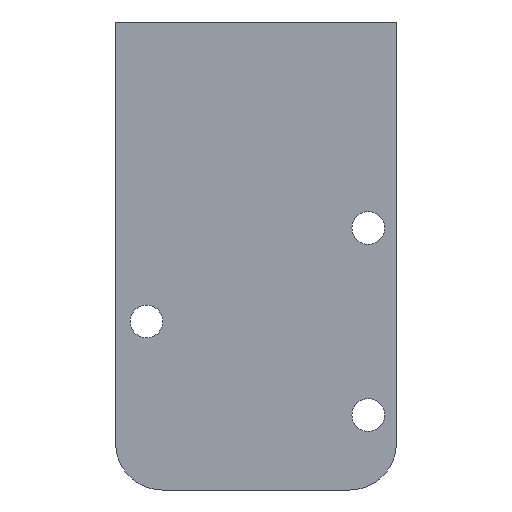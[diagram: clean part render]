
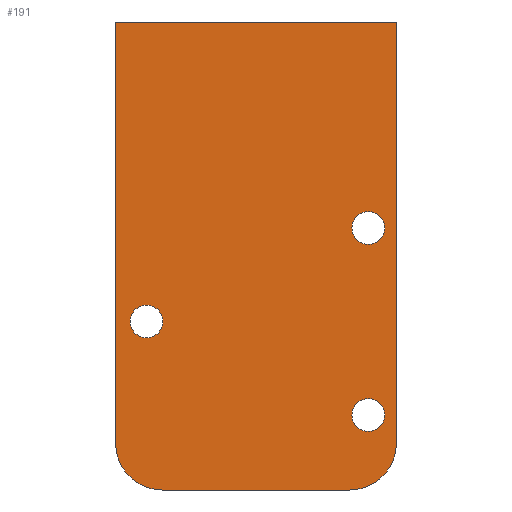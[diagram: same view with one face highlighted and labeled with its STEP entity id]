
A CAD part, front view. The second image highlights one B-rep face of the part: STEP entity #191.
In plain terms, the highlighted planar face has unit normal (0, -1, 0).
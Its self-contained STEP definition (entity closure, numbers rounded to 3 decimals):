
#1 = DIRECTION ( 'NONE',  ( -1., 0., 0. ) ) ;
#6 = CARTESIAN_POINT ( 'NONE',  ( -11.7, -6., -7. ) ) ;
#14 = CARTESIAN_POINT ( 'NONE',  ( -11.7, -6., -7. ) ) ;
#18 = EDGE_LOOP ( 'NONE', ( #471, #528, #48, #343, #277, #585 ) ) ;
#27 = LINE ( 'NONE', #118, #239 ) ;
#34 = DIRECTION ( 'NONE',  ( 0., 1., 0. ) ) ;
#38 = CARTESIAN_POINT ( 'NONE',  ( 15., -6., 25. ) ) ;
#43 = VERTEX_POINT ( 'NONE', #404 ) ;
#48 = ORIENTED_EDGE ( 'NONE', *, *, #318, .F. ) ;
#53 = CARTESIAN_POINT ( 'NONE',  ( -11.7, -6., -5.25 ) ) ;
#59 = DIRECTION ( 'NONE',  ( 0., 1., 0. ) ) ;
#65 = AXIS2_PLACEMENT_3D ( 'NONE', #135, #266, #470 ) ;
#68 = DIRECTION ( 'NONE',  ( 1., 0., 0. ) ) ;
#72 = CIRCLE ( 'NONE', #202, 5. ) ;
#77 = EDGE_LOOP ( 'NONE', ( #120, #281 ) ) ;
#78 = EDGE_CURVE ( 'NONE', #486, #626, #480, .T. ) ;
#80 = CARTESIAN_POINT ( 'NONE',  ( -10., -6., -25. ) ) ;
#106 = CARTESIAN_POINT ( 'NONE',  ( 15., -6., 25. ) ) ;
#118 = CARTESIAN_POINT ( 'NONE',  ( -15., -6., 25. ) ) ;
#120 = ORIENTED_EDGE ( 'NONE', *, *, #78, .T. ) ;
#129 = CARTESIAN_POINT ( 'NONE',  ( -15., -6., 25. ) ) ;
#130 = DIRECTION ( 'NONE',  ( 0., -1., 0. ) ) ;
#134 = CARTESIAN_POINT ( 'NONE',  ( 12., -6., 4.75 ) ) ;
#135 = CARTESIAN_POINT ( 'NONE',  ( -10., -6., -20. ) ) ;
#136 = VERTEX_POINT ( 'NONE', #38 ) ;
#138 = FACE_BOUND ( 'NONE', #77, .T. ) ;
#142 = AXIS2_PLACEMENT_3D ( 'NONE', #543, #292, #335 ) ;
#146 = CARTESIAN_POINT ( 'NONE',  ( -15., -6., -20. ) ) ;
#168 = VECTOR ( 'NONE', #193, 1000. ) ;
#171 = DIRECTION ( 'NONE',  ( 0., 0., 1. ) ) ;
#172 = FACE_BOUND ( 'NONE', #560, .T. ) ;
#188 = DIRECTION ( 'NONE',  ( 0., -1., 0. ) ) ;
#191 = ADVANCED_FACE ( 'NONE', ( #172, #138, #534, #283 ), #219, .T. ) ;
#192 = CIRCLE ( 'NONE', #469, 1.75 ) ;
#193 = DIRECTION ( 'NONE',  ( 0., 0., -1. ) ) ;
#194 = VERTEX_POINT ( 'NONE', #80 ) ;
#195 = CARTESIAN_POINT ( 'NONE',  ( 12., -6., -18.75 ) ) ;
#198 = EDGE_CURVE ( 'NONE', #293, #194, #601, .T. ) ;
#200 = AXIS2_PLACEMENT_3D ( 'NONE', #221, #384, #620 ) ;
#202 = AXIS2_PLACEMENT_3D ( 'NONE', #447, #188, #294 ) ;
#205 = DIRECTION ( 'NONE',  ( 0., 1., 0. ) ) ;
#211 = AXIS2_PLACEMENT_3D ( 'NONE', #459, #608, #509 ) ;
#219 = PLANE ( 'NONE',  #334 ) ;
#221 = CARTESIAN_POINT ( 'NONE',  ( 12., -6., 3. ) ) ;
#222 = EDGE_LOOP ( 'NONE', ( #508, #352 ) ) ;
#232 = EDGE_CURVE ( 'NONE', #284, #581, #418, .T. ) ;
#239 = VECTOR ( 'NONE', #68, 1000. ) ;
#243 = EDGE_CURVE ( 'NONE', #488, #194, #349, .T. ) ;
#251 = EDGE_CURVE ( 'NONE', #488, #298, #72, .T. ) ;
#265 = CARTESIAN_POINT ( 'NONE',  ( 12., -6., 1.25 ) ) ;
#266 = DIRECTION ( 'NONE',  ( 0., -1., 0. ) ) ;
#270 = CIRCLE ( 'NONE', #400, 1.75 ) ;
#277 = ORIENTED_EDGE ( 'NONE', *, *, #489, .F. ) ;
#281 = ORIENTED_EDGE ( 'NONE', *, *, #445, .T. ) ;
#283 = FACE_OUTER_BOUND ( 'NONE', #18, .T. ) ;
#284 = VERTEX_POINT ( 'NONE', #195 ) ;
#290 = VERTEX_POINT ( 'NONE', #53 ) ;
#291 = VECTOR ( 'NONE', #1, 1000. ) ;
#292 = DIRECTION ( 'NONE',  ( 0., 1., 0. ) ) ;
#293 = VERTEX_POINT ( 'NONE', #146 ) ;
#294 = DIRECTION ( 'NONE',  ( 0., 0., -1. ) ) ;
#298 = VERTEX_POINT ( 'NONE', #484 ) ;
#300 = DIRECTION ( 'NONE',  ( 0., 0., 1. ) ) ;
#305 = ORIENTED_EDGE ( 'NONE', *, *, #322, .T. ) ;
#318 = EDGE_CURVE ( 'NONE', #136, #298, #549, .T. ) ;
#322 = EDGE_CURVE ( 'NONE', #290, #43, #192, .T. ) ;
#330 = LINE ( 'NONE', #465, #546 ) ;
#334 = AXIS2_PLACEMENT_3D ( 'NONE', #519, #130, #426 ) ;
#335 = DIRECTION ( 'NONE',  ( 0., 0., 1. ) ) ;
#343 = ORIENTED_EDGE ( 'NONE', *, *, #357, .F. ) ;
#349 = LINE ( 'NONE', #435, #291 ) ;
#352 = ORIENTED_EDGE ( 'NONE', *, *, #232, .T. ) ;
#357 = EDGE_CURVE ( 'NONE', #500, #136, #27, .T. ) ;
#368 = CARTESIAN_POINT ( 'NONE',  ( 10., -6., -25. ) ) ;
#384 = DIRECTION ( 'NONE',  ( 0., 1., 0. ) ) ;
#400 = AXIS2_PLACEMENT_3D ( 'NONE', #468, #34, #171 ) ;
#404 = CARTESIAN_POINT ( 'NONE',  ( -11.7, -6., -8.75 ) ) ;
#408 = AXIS2_PLACEMENT_3D ( 'NONE', #14, #205, #300 ) ;
#418 = CIRCLE ( 'NONE', #142, 1.75 ) ;
#426 = DIRECTION ( 'NONE',  ( 0., 0., -1. ) ) ;
#428 = CARTESIAN_POINT ( 'NONE',  ( 12., -6., -15.25 ) ) ;
#435 = CARTESIAN_POINT ( 'NONE',  ( -15., -6., -25. ) ) ;
#437 = EDGE_CURVE ( 'NONE', #43, #290, #618, .T. ) ;
#445 = EDGE_CURVE ( 'NONE', #626, #486, #494, .T. ) ;
#447 = CARTESIAN_POINT ( 'NONE',  ( 10., -6., -20. ) ) ;
#459 = CARTESIAN_POINT ( 'NONE',  ( 12., -6., 3. ) ) ;
#465 = CARTESIAN_POINT ( 'NONE',  ( -15., -6., 25. ) ) ;
#468 = CARTESIAN_POINT ( 'NONE',  ( 12., -6., -17. ) ) ;
#469 = AXIS2_PLACEMENT_3D ( 'NONE', #6, #59, #594 ) ;
#470 = DIRECTION ( 'NONE',  ( 0., 0., -1. ) ) ;
#471 = ORIENTED_EDGE ( 'NONE', *, *, #243, .F. ) ;
#480 = CIRCLE ( 'NONE', #200, 1.75 ) ;
#484 = CARTESIAN_POINT ( 'NONE',  ( 15., -6., -20. ) ) ;
#486 = VERTEX_POINT ( 'NONE', #134 ) ;
#488 = VERTEX_POINT ( 'NONE', #368 ) ;
#489 = EDGE_CURVE ( 'NONE', #293, #500, #330, .T. ) ;
#494 = CIRCLE ( 'NONE', #211, 1.75 ) ;
#500 = VERTEX_POINT ( 'NONE', #129 ) ;
#508 = ORIENTED_EDGE ( 'NONE', *, *, #630, .T. ) ;
#509 = DIRECTION ( 'NONE',  ( 0., 0., -1. ) ) ;
#519 = CARTESIAN_POINT ( 'NONE',  ( 0., -6., 0. ) ) ;
#528 = ORIENTED_EDGE ( 'NONE', *, *, #251, .T. ) ;
#534 = FACE_BOUND ( 'NONE', #222, .T. ) ;
#543 = CARTESIAN_POINT ( 'NONE',  ( 12., -6., -17. ) ) ;
#546 = VECTOR ( 'NONE', #621, 1000. ) ;
#549 = LINE ( 'NONE', #106, #168 ) ;
#560 = EDGE_LOOP ( 'NONE', ( #305, #634 ) ) ;
#581 = VERTEX_POINT ( 'NONE', #428 ) ;
#585 = ORIENTED_EDGE ( 'NONE', *, *, #198, .T. ) ;
#594 = DIRECTION ( 'NONE',  ( 0., 0., 1. ) ) ;
#601 = CIRCLE ( 'NONE', #65, 5. ) ;
#608 = DIRECTION ( 'NONE',  ( 0., 1., 0. ) ) ;
#618 = CIRCLE ( 'NONE', #408, 1.75 ) ;
#620 = DIRECTION ( 'NONE',  ( 0., 0., -1. ) ) ;
#621 = DIRECTION ( 'NONE',  ( 0., 0., 1. ) ) ;
#626 = VERTEX_POINT ( 'NONE', #265 ) ;
#630 = EDGE_CURVE ( 'NONE', #581, #284, #270, .T. ) ;
#634 = ORIENTED_EDGE ( 'NONE', *, *, #437, .T. ) ;
